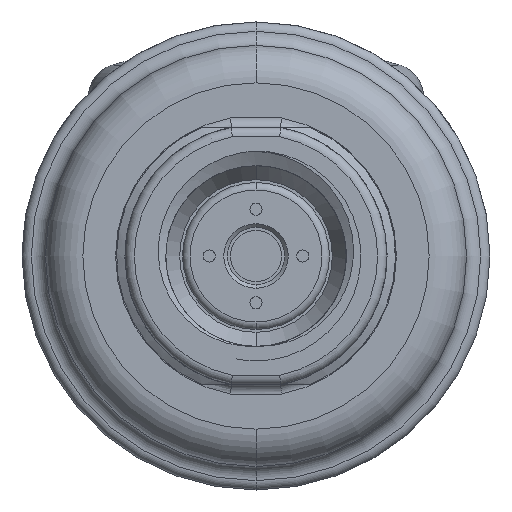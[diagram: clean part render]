
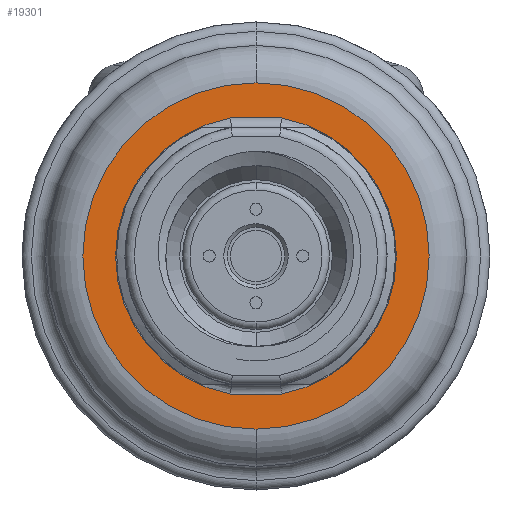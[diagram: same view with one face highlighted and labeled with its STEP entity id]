
A CAD part, front view. The second image highlights one B-rep face of the part: STEP entity #19301.
In plain terms, the highlighted planar face has unit normal (0, -1, 0).
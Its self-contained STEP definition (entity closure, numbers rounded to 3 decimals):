
#3907=CARTESIAN_POINT('',(0.,-3.,0.));
#3908=DIRECTION('',(0.,-1.,0.));
#3909=DIRECTION('',(0.,0.,-1.));
#3910=AXIS2_PLACEMENT_3D('',#3907,#3908,#3909);
#3912=CARTESIAN_POINT('',(0.,-3.,0.));
#3913=DIRECTION('',(0.,-1.,0.));
#3914=DIRECTION('',(0.,0.,1.));
#3915=AXIS2_PLACEMENT_3D('',#3912,#3913,#3914);
#3917=CARTESIAN_POINT('',(0.,-3.,0.));
#3918=DIRECTION('',(0.,-1.,0.));
#3919=DIRECTION('',(-0.182,0.,0.983));
#3920=AXIS2_PLACEMENT_3D('',#3917,#3918,#3919);
#3922=DIRECTION('',(1.,0.,0.));
#3923=VECTOR('',#3922,5.454);
#3924=CARTESIAN_POINT('',(-2.727,-3.,-14.75));
#3925=LINE('',#3924,#3923);
#3926=CARTESIAN_POINT('',(0.,-3.,0.));
#3927=DIRECTION('',(0.,-1.,0.));
#3928=DIRECTION('',(0.182,0.,-0.983));
#3929=AXIS2_PLACEMENT_3D('',#3926,#3927,#3928);
#3931=DIRECTION('',(-1.,0.,0.));
#3932=VECTOR('',#3931,5.454);
#3933=CARTESIAN_POINT('',(2.727,-3.,14.75));
#3934=LINE('',#3933,#3932);
#15830=CARTESIAN_POINT('',(-2.727,-3.,14.75));
#15831=CARTESIAN_POINT('',(-2.727,-3.,-14.75));
#15832=VERTEX_POINT('',#15830);
#15833=VERTEX_POINT('',#15831);
#15838=CARTESIAN_POINT('',(2.727,-3.,-14.75));
#15839=CARTESIAN_POINT('',(2.727,-3.,14.75));
#15840=VERTEX_POINT('',#15838);
#15841=VERTEX_POINT('',#15839);
#16090=CARTESIAN_POINT('',(0.,-3.,-18.5));
#16091=CARTESIAN_POINT('',(0.,-3.,18.5));
#16092=VERTEX_POINT('',#16090);
#16093=VERTEX_POINT('',#16091);
#19281=CARTESIAN_POINT('',(0.,-3.,0.));
#19282=DIRECTION('',(0.,-1.,0.));
#19283=DIRECTION('',(0.,0.,1.));
#19284=AXIS2_PLACEMENT_3D('',#19281,#19282,#19283);
#19285=PLANE('',#19284);
#19287=ORIENTED_EDGE('',*,*,#19286,.F.);
#19289=ORIENTED_EDGE('',*,*,#19288,.F.);
#19290=EDGE_LOOP('',(#19287,#19289));
#19291=FACE_OUTER_BOUND('',#19290,.F.);
#19292=ORIENTED_EDGE('',*,*,#19271,.T.);
#19294=ORIENTED_EDGE('',*,*,#19293,.T.);
#19296=ORIENTED_EDGE('',*,*,#19295,.T.);
#19298=ORIENTED_EDGE('',*,*,#19297,.T.);
#19299=EDGE_LOOP('',(#19292,#19294,#19296,#19298));
#19300=FACE_BOUND('',#19299,.F.);
#19301=ADVANCED_FACE('',(#19291,#19300),#19285,.T.);
#3911=CIRCLE('',#3910,18.5);
#3916=CIRCLE('',#3915,18.5);
#3921=CIRCLE('',#3920,15.);
#3930=CIRCLE('',#3929,15.);
#19271=EDGE_CURVE('',#15832,#15833,#3921,.T.);
#19286=EDGE_CURVE('',#16092,#16093,#3911,.T.);
#19288=EDGE_CURVE('',#16093,#16092,#3916,.T.);
#19293=EDGE_CURVE('',#15833,#15840,#3925,.T.);
#19295=EDGE_CURVE('',#15840,#15841,#3930,.T.);
#19297=EDGE_CURVE('',#15841,#15832,#3934,.T.);
